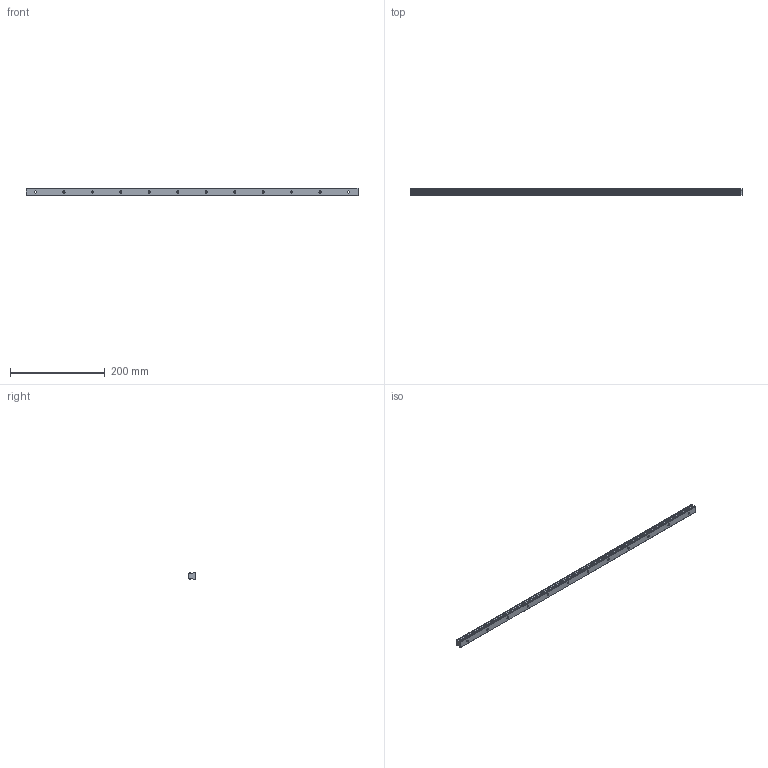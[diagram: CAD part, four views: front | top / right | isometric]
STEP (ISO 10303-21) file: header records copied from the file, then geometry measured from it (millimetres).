
FILE_DESCRIPTION (( 'STEP AP214' ), '1' );
FILE_NAME ('SHS15 700L G20.STEP', '2021-05-25T10:03:09', ( '' ), ( '' ), 'SwSTEP 2.0', 'SolidWorks 2021', '' );
FILE_SCHEMA (( 'AUTOMOTIVE_DESIGN' ));
Length unit declared in the file: millimetre
Products named in the file (2): _SHS15C70020 Track; SHS15 700L G20
Assembly tree (1 placements, depth 2):
  SHS15 700L G20
    _SHS15C70020 Track
Bounding box: 700 x 13 x 15 mm (x, y, z)
Volume: 113085.6 mm3; surface area: 42375.4 mm2
Topology: 1 solids, 1 shells, 105 faces, 273 edges, 182 vertices
Faces by surface type: cylinder 71, plane 34
Entity records: 3403 total; most frequent: DIRECTION 633, CARTESIAN_POINT 564, ORIENTED_EDGE 546, EDGE_CURVE 273, AXIS2_PLACEMENT_3D 251, VERTEX_POINT 182, CIRCLE 142, EDGE_LOOP 141
